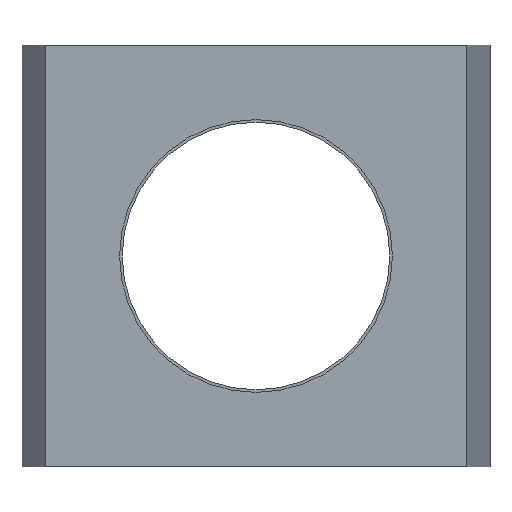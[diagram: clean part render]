
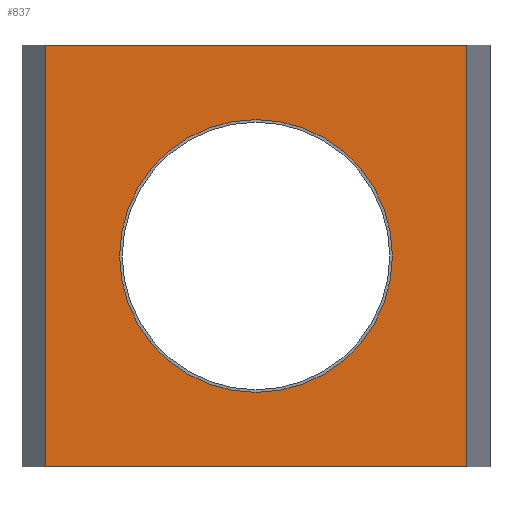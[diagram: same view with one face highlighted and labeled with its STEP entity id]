
A CAD part, front view. The second image highlights one B-rep face of the part: STEP entity #837.
In plain terms, the highlighted planar face has unit normal (0, -1, 0).
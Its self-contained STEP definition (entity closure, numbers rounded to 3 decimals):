
#22 = VECTOR ( 'NONE', #520, 1000. ) ;
#37 = FACE_OUTER_BOUND ( 'NONE', #192, .T. ) ;
#39 = ORIENTED_EDGE ( 'NONE', *, *, #942, .F. ) ;
#63 = CARTESIAN_POINT ( 'NONE',  ( 0., 0., -204. ) ) ;
#72 = DIRECTION ( 'NONE',  ( 0., 0., -1. ) ) ;
#81 = EDGE_CURVE ( 'NONE', #243, #926, #788, .T. ) ;
#82 = ORIENTED_EDGE ( 'NONE', *, *, #369, .F. ) ;
#97 = VERTEX_POINT ( 'NONE', #769 ) ;
#147 = CARTESIAN_POINT ( 'NONE',  ( 315., 0., 315. ) ) ;
#173 = ORIENTED_EDGE ( 'NONE', *, *, #708, .F. ) ;
#186 = CARTESIAN_POINT ( 'NONE',  ( -315., 0., -315. ) ) ;
#192 = EDGE_LOOP ( 'NONE', ( #565, #173, #82, #835 ) ) ;
#209 = EDGE_CURVE ( 'NONE', #926, #475, #255, .T. ) ;
#240 = VECTOR ( 'NONE', #241, 1000. ) ;
#241 = DIRECTION ( 'NONE',  ( 1., 0., 0. ) ) ;
#243 = VERTEX_POINT ( 'NONE', #845 ) ;
#249 = CIRCLE ( 'NONE', #350, 204. ) ;
#255 = LINE ( 'NONE', #560, #240 ) ;
#290 = LINE ( 'NONE', #147, #907 ) ;
#334 = DIRECTION ( 'NONE',  ( 0., 0., -1. ) ) ;
#341 = FACE_BOUND ( 'NONE', #546, .T. ) ;
#350 = AXIS2_PLACEMENT_3D ( 'NONE', #664, #967, #832 ) ;
#369 = EDGE_CURVE ( 'NONE', #243, #97, #447, .T. ) ;
#390 = AXIS2_PLACEMENT_3D ( 'NONE', #659, #801, #648 ) ;
#399 = DIRECTION ( 'NONE',  ( 0., 0., -1. ) ) ;
#402 = DIRECTION ( 'NONE',  ( 0., -1., 0. ) ) ;
#410 = CARTESIAN_POINT ( 'NONE',  ( 0., 0., 0. ) ) ;
#428 = CIRCLE ( 'NONE', #507, 204. ) ;
#447 = LINE ( 'NONE', #685, #22 ) ;
#453 = VECTOR ( 'NONE', #399, 1000. ) ;
#474 = CARTESIAN_POINT ( 'NONE',  ( 0., 0., 204. ) ) ;
#475 = VERTEX_POINT ( 'NONE', #611 ) ;
#507 = AXIS2_PLACEMENT_3D ( 'NONE', #410, #402, #334 ) ;
#520 = DIRECTION ( 'NONE',  ( 1., 0., 0. ) ) ;
#546 = EDGE_LOOP ( 'NONE', ( #39, #680 ) ) ;
#560 = CARTESIAN_POINT ( 'NONE',  ( -315., 0., -315. ) ) ;
#565 = ORIENTED_EDGE ( 'NONE', *, *, #209, .T. ) ;
#593 = EDGE_CURVE ( 'NONE', #947, #684, #249, .T. ) ;
#611 = CARTESIAN_POINT ( 'NONE',  ( 315., 0., -315. ) ) ;
#648 = DIRECTION ( 'NONE',  ( 0., 0., 1. ) ) ;
#659 = CARTESIAN_POINT ( 'NONE',  ( -315., 0., 315. ) ) ;
#664 = CARTESIAN_POINT ( 'NONE',  ( 0., 0., 0. ) ) ;
#680 = ORIENTED_EDGE ( 'NONE', *, *, #593, .F. ) ;
#684 = VERTEX_POINT ( 'NONE', #63 ) ;
#685 = CARTESIAN_POINT ( 'NONE',  ( -315., 0., 315. ) ) ;
#708 = EDGE_CURVE ( 'NONE', #97, #475, #290, .T. ) ;
#715 = PLANE ( 'NONE',  #390 ) ;
#769 = CARTESIAN_POINT ( 'NONE',  ( 315., 0., 315. ) ) ;
#788 = LINE ( 'NONE', #922, #453 ) ;
#801 = DIRECTION ( 'NONE',  ( 0., 1., 0. ) ) ;
#832 = DIRECTION ( 'NONE',  ( 0., 0., -1. ) ) ;
#835 = ORIENTED_EDGE ( 'NONE', *, *, #81, .T. ) ;
#837 = ADVANCED_FACE ( 'NONE', ( #341, #37 ), #715, .F. ) ;
#845 = CARTESIAN_POINT ( 'NONE',  ( -315., 0., 315. ) ) ;
#907 = VECTOR ( 'NONE', #72, 1000. ) ;
#922 = CARTESIAN_POINT ( 'NONE',  ( -315., 0., 315. ) ) ;
#926 = VERTEX_POINT ( 'NONE', #186 ) ;
#942 = EDGE_CURVE ( 'NONE', #684, #947, #428, .T. ) ;
#947 = VERTEX_POINT ( 'NONE', #474 ) ;
#967 = DIRECTION ( 'NONE',  ( 0., -1., 0. ) ) ;
